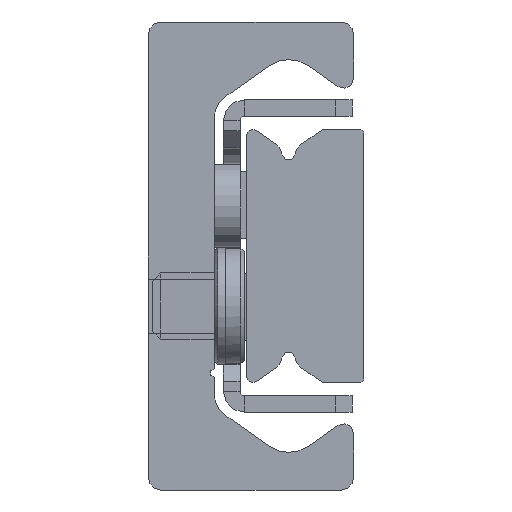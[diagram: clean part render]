
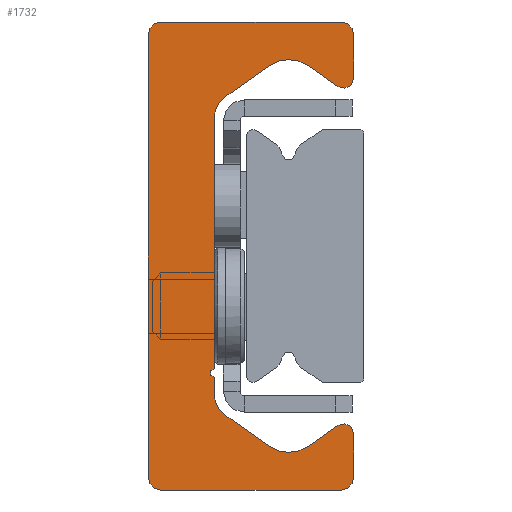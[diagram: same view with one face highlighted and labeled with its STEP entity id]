
A CAD part, left-side view. The second image highlights one B-rep face of the part: STEP entity #1732.
In plain terms, the highlighted planar face has unit normal (-1, 0, 0).
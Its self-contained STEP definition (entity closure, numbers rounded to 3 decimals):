
#907=CARTESIAN_POINT('',(0.0,6.15,13.25));
#908=VERTEX_POINT('',#907);
#915=CARTESIAN_POINT('',(0.0,5.4,14.));
#916=VERTEX_POINT('',#915);
#917=CARTESIAN_POINT('',(0.0,5.4,13.25));
#918=DIRECTION('',(1.0,0.0,0.0));
#919=DIRECTION('',(0.0,1.0,0.0));
#920=AXIS2_PLACEMENT_3D('',#917,#918,#919);
#921=CIRCLE('',#920,0.75);
#922=EDGE_CURVE('',#908,#916,#921,.T.);
#946=CARTESIAN_POINT('',(0.0,6.15,-13.25));
#947=VERTEX_POINT('',#946);
#954=CARTESIAN_POINT('',(0.0,6.15,-13.25));
#955=DIRECTION('',(0.0,0.0,1.0));
#956=VECTOR('',#955,26.5);
#957=LINE('',#954,#956);
#958=EDGE_CURVE('',#947,#908,#957,.T.);
#1032=CARTESIAN_POINT('',(0.0,5.4,-14.));
#1033=VERTEX_POINT('',#1032);
#1040=CARTESIAN_POINT('',(0.0,5.4,-13.25));
#1041=DIRECTION('',(1.0,0.0,0.0));
#1042=DIRECTION('',(0.0,0.0,-1.0));
#1043=AXIS2_PLACEMENT_3D('',#1040,#1041,#1042);
#1044=CIRCLE('',#1043,0.75);
#1045=EDGE_CURVE('',#1033,#947,#1044,.T.);
#1064=CARTESIAN_POINT('',(0.0,-5.4,-14.));
#1065=VERTEX_POINT('',#1064);
#1072=CARTESIAN_POINT('',(0.0,-5.4,-14.));
#1073=DIRECTION('',(0.0,1.0,0.0));
#1074=VECTOR('',#1073,10.8);
#1075=LINE('',#1072,#1074);
#1076=EDGE_CURVE('',#1065,#1033,#1075,.T.);
#1096=CARTESIAN_POINT('',(0.0,-6.15,-13.25));
#1097=VERTEX_POINT('',#1096);
#1104=CARTESIAN_POINT('',(0.0,-5.4,-13.25));
#1105=DIRECTION('',(1.0,0.0,0.0));
#1106=DIRECTION('',(0.0,-1.0,0.0));
#1107=AXIS2_PLACEMENT_3D('',#1104,#1105,#1106);
#1108=CIRCLE('',#1107,0.75);
#1109=EDGE_CURVE('',#1097,#1065,#1108,.T.);
#1128=CARTESIAN_POINT('',(0.0,-6.15,-10.63));
#1129=VERTEX_POINT('',#1128);
#1136=CARTESIAN_POINT('',(0.0,-6.15,-10.63));
#1137=DIRECTION('',(0.0,0.0,-1.0));
#1138=VECTOR('',#1137,2.62);
#1139=LINE('',#1136,#1138);
#1140=EDGE_CURVE('',#1129,#1097,#1139,.T.);
#1160=CARTESIAN_POINT('',(0.0,-5.206,-10.139));
#1161=VERTEX_POINT('',#1160);
#1168=CARTESIAN_POINT('',(0.0,-5.55,-10.63));
#1169=DIRECTION('',(1.0,0.0,0.0));
#1170=DIRECTION('',(0.0,0.574,0.819));
#1171=AXIS2_PLACEMENT_3D('',#1168,#1169,#1170);
#1172=CIRCLE('',#1171,0.6);
#1173=EDGE_CURVE('',#1161,#1129,#1172,.T.);
#1192=CARTESIAN_POINT('',(0.0,-3.417,-11.391));
#1193=VERTEX_POINT('',#1192);
#1200=CARTESIAN_POINT('',(0.0,-3.417,-11.391));
#1201=DIRECTION('',(0.0,-0.819,0.574));
#1202=VECTOR('',#1201,2.184);
#1203=LINE('',#1200,#1202);
#1204=EDGE_CURVE('',#1193,#1161,#1203,.T.);
#1224=CARTESIAN_POINT('',(0.0,-1.123,-11.391));
#1225=VERTEX_POINT('',#1224);
#1232=CARTESIAN_POINT('',(0.0,-2.27,-9.753));
#1233=DIRECTION('',(-1.0,0.0,0.0));
#1234=DIRECTION('',(0.0,0.574,0.819));
#1235=AXIS2_PLACEMENT_3D('',#1232,#1233,#1234);
#1236=CIRCLE('',#1235,2.);
#1237=EDGE_CURVE('',#1225,#1193,#1236,.T.);
#1256=CARTESIAN_POINT('',(0.0,1.56,-9.512));
#1257=VERTEX_POINT('',#1256);
#1264=CARTESIAN_POINT('',(0.0,1.56,-9.512));
#1265=DIRECTION('',(0.0,-0.819,-0.574));
#1266=VECTOR('',#1265,3.276);
#1267=LINE('',#1264,#1266);
#1268=EDGE_CURVE('',#1257,#1225,#1267,.T.);
#1288=CARTESIAN_POINT('',(0.0,2.2,-8.283));
#1289=VERTEX_POINT('',#1288);
#1296=CARTESIAN_POINT('',(0.0,0.7,-8.283));
#1297=DIRECTION('',(-1.0,0.0,0.0));
#1298=DIRECTION('',(0.0,-0.574,0.819));
#1299=AXIS2_PLACEMENT_3D('',#1296,#1297,#1298);
#1300=CIRCLE('',#1299,1.5);
#1301=EDGE_CURVE('',#1289,#1257,#1300,.T.);
#1320=CARTESIAN_POINT('',(0.0,2.2,-7.25));
#1321=VERTEX_POINT('',#1320);
#1328=CARTESIAN_POINT('',(0.0,2.2,-7.25));
#1329=DIRECTION('',(0.0,0.0,-1.0));
#1330=VECTOR('',#1329,1.033);
#1331=LINE('',#1328,#1330);
#1332=EDGE_CURVE('',#1321,#1289,#1331,.T.);
#1352=CARTESIAN_POINT('',(0.0,2.2,-6.75));
#1353=VERTEX_POINT('',#1352);
#1360=CARTESIAN_POINT('',(0.0,2.2,-7.));
#1361=DIRECTION('',(-1.0,0.0,0.0));
#1362=DIRECTION('',(0.0,0.0,1.0));
#1363=AXIS2_PLACEMENT_3D('',#1360,#1361,#1362);
#1364=CIRCLE('',#1363,0.25);
#1365=EDGE_CURVE('',#1353,#1321,#1364,.T.);
#1384=CARTESIAN_POINT('',(0.0,2.2,8.283));
#1385=VERTEX_POINT('',#1384);
#1392=CARTESIAN_POINT('',(0.0,2.2,8.283));
#1393=DIRECTION('',(0.0,0.0,-1.0));
#1394=VECTOR('',#1393,15.033);
#1395=LINE('',#1392,#1394);
#1396=EDGE_CURVE('',#1385,#1353,#1395,.T.);
#1470=CARTESIAN_POINT('',(0.0,1.56,9.512));
#1471=VERTEX_POINT('',#1470);
#1478=CARTESIAN_POINT('',(0.0,0.7,8.283));
#1479=DIRECTION('',(-1.0,0.0,0.0));
#1480=DIRECTION('',(0.0,-1.0,0.0));
#1481=AXIS2_PLACEMENT_3D('',#1478,#1479,#1480);
#1482=CIRCLE('',#1481,1.5);
#1483=EDGE_CURVE('',#1471,#1385,#1482,.T.);
#1502=CARTESIAN_POINT('',(0.0,-1.123,11.391));
#1503=VERTEX_POINT('',#1502);
#1510=CARTESIAN_POINT('',(0.0,-1.123,11.391));
#1511=DIRECTION('',(0.0,0.819,-0.574));
#1512=VECTOR('',#1511,3.276);
#1513=LINE('',#1510,#1512);
#1514=EDGE_CURVE('',#1503,#1471,#1513,.T.);
#1534=CARTESIAN_POINT('',(0.0,-3.417,11.391));
#1535=VERTEX_POINT('',#1534);
#1542=CARTESIAN_POINT('',(0.0,-2.27,9.753));
#1543=DIRECTION('',(-1.0,0.0,0.0));
#1544=DIRECTION('',(0.0,-0.574,-0.819));
#1545=AXIS2_PLACEMENT_3D('',#1542,#1543,#1544);
#1546=CIRCLE('',#1545,2.);
#1547=EDGE_CURVE('',#1535,#1503,#1546,.T.);
#1566=CARTESIAN_POINT('',(0.0,-5.206,10.139));
#1567=VERTEX_POINT('',#1566);
#1574=CARTESIAN_POINT('',(0.0,-5.206,10.139));
#1575=DIRECTION('',(0.0,0.819,0.574));
#1576=VECTOR('',#1575,2.184);
#1577=LINE('',#1574,#1576);
#1578=EDGE_CURVE('',#1567,#1535,#1577,.T.);
#1598=CARTESIAN_POINT('',(0.0,-6.15,10.63));
#1599=VERTEX_POINT('',#1598);
#1606=CARTESIAN_POINT('',(0.0,-5.55,10.63));
#1607=DIRECTION('',(1.0,0.0,0.0));
#1608=DIRECTION('',(0.0,-1.0,0.0));
#1609=AXIS2_PLACEMENT_3D('',#1606,#1607,#1608);
#1610=CIRCLE('',#1609,0.6);
#1611=EDGE_CURVE('',#1599,#1567,#1610,.T.);
#1630=CARTESIAN_POINT('',(0.0,-6.15,13.25));
#1631=VERTEX_POINT('',#1630);
#1638=CARTESIAN_POINT('',(0.0,-6.15,13.25));
#1639=DIRECTION('',(0.0,0.0,-1.0));
#1640=VECTOR('',#1639,2.62);
#1641=LINE('',#1638,#1640);
#1642=EDGE_CURVE('',#1631,#1599,#1641,.T.);
#1662=CARTESIAN_POINT('',(0.0,-5.4,14.));
#1663=VERTEX_POINT('',#1662);
#1670=CARTESIAN_POINT('',(0.0,-5.4,13.25));
#1671=DIRECTION('',(1.0,0.0,0.0));
#1672=DIRECTION('',(0.0,0.0,1.0));
#1673=AXIS2_PLACEMENT_3D('',#1670,#1671,#1672);
#1674=CIRCLE('',#1673,0.75);
#1675=EDGE_CURVE('',#1663,#1631,#1674,.T.);
#1693=CARTESIAN_POINT('',(0.0,5.4,14.));
#1694=DIRECTION('',(0.0,-1.0,0.0));
#1695=VECTOR('',#1694,10.8);
#1696=LINE('',#1693,#1695);
#1697=EDGE_CURVE('',#916,#1663,#1696,.T.);
#1703=CARTESIAN_POINT('',(0.0,1.352,-0.021));
#1704=DIRECTION('',(1.0,0.0,0.0));
#1705=DIRECTION('',(0.0,0.0,-1.0));
#1706=AXIS2_PLACEMENT_3D('',#1703,#1704,#1705);
#1707=PLANE('',#1706);
#1708=ORIENTED_EDGE('',*,*,#1697,.F.);
#1709=ORIENTED_EDGE('',*,*,#922,.F.);
#1710=ORIENTED_EDGE('',*,*,#958,.F.);
#1711=ORIENTED_EDGE('',*,*,#1045,.F.);
#1712=ORIENTED_EDGE('',*,*,#1076,.F.);
#1713=ORIENTED_EDGE('',*,*,#1109,.F.);
#1714=ORIENTED_EDGE('',*,*,#1140,.F.);
#1715=ORIENTED_EDGE('',*,*,#1173,.F.);
#1716=ORIENTED_EDGE('',*,*,#1204,.F.);
#1717=ORIENTED_EDGE('',*,*,#1237,.F.);
#1718=ORIENTED_EDGE('',*,*,#1268,.F.);
#1719=ORIENTED_EDGE('',*,*,#1301,.F.);
#1720=ORIENTED_EDGE('',*,*,#1332,.F.);
#1721=ORIENTED_EDGE('',*,*,#1365,.F.);
#1722=ORIENTED_EDGE('',*,*,#1396,.F.);
#1723=ORIENTED_EDGE('',*,*,#1483,.F.);
#1724=ORIENTED_EDGE('',*,*,#1514,.F.);
#1725=ORIENTED_EDGE('',*,*,#1547,.F.);
#1726=ORIENTED_EDGE('',*,*,#1578,.F.);
#1727=ORIENTED_EDGE('',*,*,#1611,.F.);
#1728=ORIENTED_EDGE('',*,*,#1642,.F.);
#1729=ORIENTED_EDGE('',*,*,#1675,.F.);
#1730=EDGE_LOOP('',(#1708,#1709,#1710,#1711,#1712,#1713,#1714,#1715,#1716,#1717,#1718,#1719,#1720,#1721,#1722,#1723,#1724,#1725,#1726,#1727,#1728,#1729));
#1731=FACE_OUTER_BOUND('',#1730,.T.);
#1732=ADVANCED_FACE('',(#1731),#1707,.F.);
